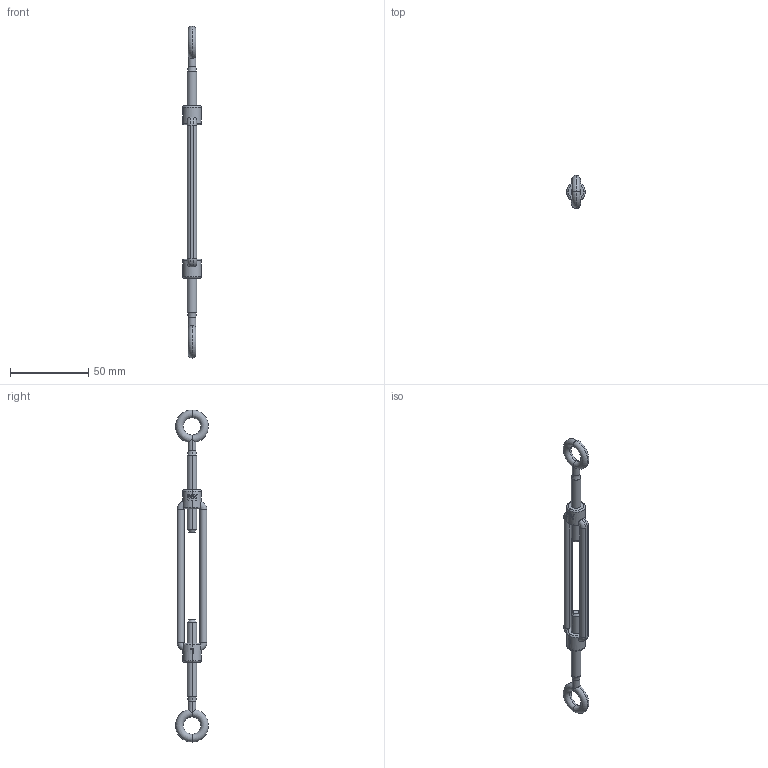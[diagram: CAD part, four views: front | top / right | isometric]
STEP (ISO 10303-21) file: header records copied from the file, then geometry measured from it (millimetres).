
FILE_DESCRIPTION (( 'STEP AP203' ), '1' );
FILE_NAME ('100042006.STEP', '2018-06-14T08:15:21', ( '' ), ( '' ), 'SwSTEP 2.0', 'SolidWorks 2015', '' );
FILE_SCHEMA (( 'CONFIG_CONTROL_DESIGN' ));
Length unit declared in the file: millimetre
Products named in the file (4): 100042006; 10004200X Teil3_100042006 Teil3; 10004200X Teil2_100042006 Teil2; 10004200X Teil1_100042006 Teil1
Assembly tree (3 placements, depth 2):
  100042006
    10004200X Teil1_100042006 Teil1
    10004200X Teil2_100042006 Teil2
    10004200X Teil3_100042006 Teil3
Bounding box: 12 x 20.99 x 212 mm (x, y, z)
Volume: 11413.4 mm3; surface area: 8325.4 mm2
Topology: 3 solids, 3 shells, 378 faces, 974 edges, 632 vertices
Faces by surface type: plane 162, bspline 142, cylinder 32, torus 30, cone 12
Entity records: 20572 total; most frequent: CARTESIAN_POINT 11936, ORIENTED_EDGE 1948, DIRECTION 1238, EDGE_CURVE 974, VERTEX_POINT 632, LINE 506, VECTOR 506, EDGE_LOOP 418
